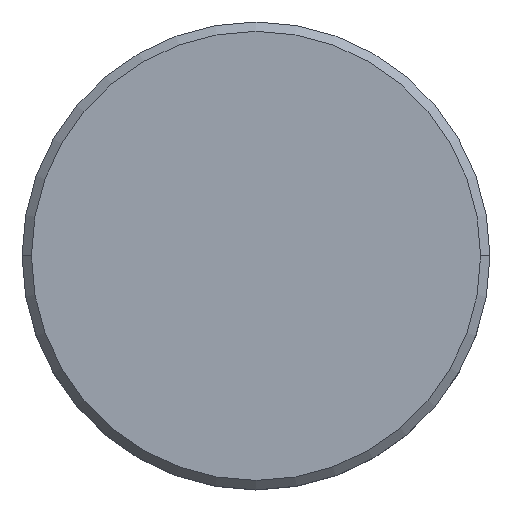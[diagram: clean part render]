
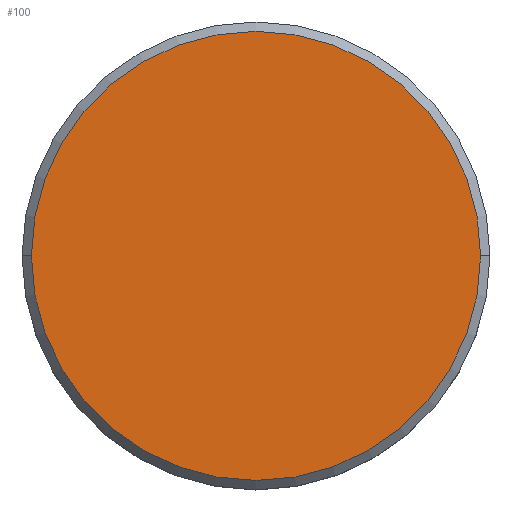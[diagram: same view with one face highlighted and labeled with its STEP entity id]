
A CAD part, top view. The second image highlights one B-rep face of the part: STEP entity #100.
In plain terms, the highlighted planar face has unit normal (0, 0, 1).
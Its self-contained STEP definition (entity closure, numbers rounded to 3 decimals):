
#69 = CARTESIAN_POINT ( 'NONE',  ( 0., 0., 0. ) ) ;
#100 = ADVANCED_FACE ( 'NONE', ( #895 ), #198, .T. ) ;
#111 = DIRECTION ( 'NONE',  ( 1., 0., 0. ) ) ;
#194 = DIRECTION ( 'NONE',  ( 0., 0., 1. ) ) ;
#198 = PLANE ( 'NONE',  #313 ) ;
#211 = CARTESIAN_POINT ( 'NONE',  ( -12., 0., 0. ) ) ;
#214 = EDGE_CURVE ( 'NONE', #494, #742, #434, .T. ) ;
#230 = EDGE_CURVE ( 'NONE', #742, #494, #275, .T. ) ;
#251 = ORIENTED_EDGE ( 'NONE', *, *, #230, .T. ) ;
#272 = AXIS2_PLACEMENT_3D ( 'NONE', #69, #1025, #405 ) ;
#275 = CIRCLE ( 'NONE', #845, 12. ) ;
#304 = CARTESIAN_POINT ( 'NONE',  ( 0., 0., 0. ) ) ;
#313 = AXIS2_PLACEMENT_3D ( 'NONE', #792, #194, #111 ) ;
#368 = ORIENTED_EDGE ( 'NONE', *, *, #214, .T. ) ;
#405 = DIRECTION ( 'NONE',  ( 1., 0., 0. ) ) ;
#434 = CIRCLE ( 'NONE', #272, 12. ) ;
#484 = DIRECTION ( 'NONE',  ( 1., 0., 0. ) ) ;
#494 = VERTEX_POINT ( 'NONE', #703 ) ;
#703 = CARTESIAN_POINT ( 'NONE',  ( 12., 0., 0. ) ) ;
#742 = VERTEX_POINT ( 'NONE', #211 ) ;
#792 = CARTESIAN_POINT ( 'NONE',  ( 0., 0., 0. ) ) ;
#845 = AXIS2_PLACEMENT_3D ( 'NONE', #304, #1130, #484 ) ;
#895 = FACE_OUTER_BOUND ( 'NONE', #1010, .T. ) ;
#1010 = EDGE_LOOP ( 'NONE', ( #251, #368 ) ) ;
#1025 = DIRECTION ( 'NONE',  ( 0., 0., 1. ) ) ;
#1130 = DIRECTION ( 'NONE',  ( 0., 0., 1. ) ) ;
